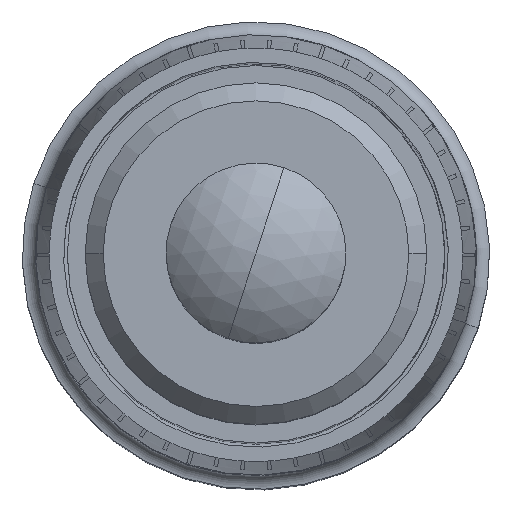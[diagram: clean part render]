
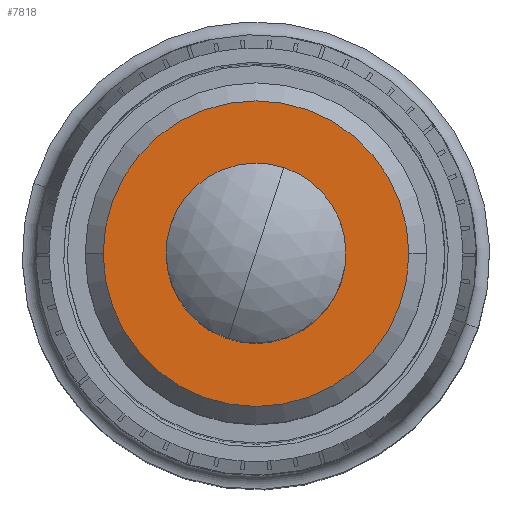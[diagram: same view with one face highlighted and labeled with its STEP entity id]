
A CAD part, top view. The second image highlights one B-rep face of the part: STEP entity #7818.
In plain terms, the highlighted planar face has unit normal (0, 0, 1).
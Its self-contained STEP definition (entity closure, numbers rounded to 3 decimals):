
#128 = CARTESIAN_POINT ( 'NONE',  ( -4.25, 0., 31.4 ) ) ;
#373 = CIRCLE ( 'NONE', #12445, 4.25 ) ;
#595 = CIRCLE ( 'NONE', #5544, 4.25 ) ;
#618 = ORIENTED_EDGE ( 'NONE', *, *, #4185, .T. ) ;
#1049 = CARTESIAN_POINT ( 'NONE',  ( 0., 0., 31.4 ) ) ;
#1714 = DIRECTION ( 'NONE',  ( 1., 0., 0. ) ) ;
#1761 = DIRECTION ( 'NONE',  ( 0., 0., 1. ) ) ;
#1800 = CARTESIAN_POINT ( 'NONE',  ( 0., 0., 31.4 ) ) ;
#3414 = DIRECTION ( 'NONE',  ( 1., 0., 0. ) ) ;
#3426 = DIRECTION ( 'NONE',  ( 0., 0., 1. ) ) ;
#3461 = CARTESIAN_POINT ( 'NONE',  ( 0., 0., 31.4 ) ) ;
#3965 = CIRCLE ( 'NONE', #11188, 2.5 ) ;
#4185 = EDGE_CURVE ( 'NONE', #10904, #6625, #373, .T. ) ;
#4284 = CARTESIAN_POINT ( 'NONE',  ( 0., 0., 31.4 ) ) ;
#4466 = PLANE ( 'NONE',  #8111 ) ;
#4514 = DIRECTION ( 'NONE',  ( 1., 0., 0. ) ) ;
#4778 = VERTEX_POINT ( 'NONE', #10387 ) ;
#4792 = VERTEX_POINT ( 'NONE', #9684 ) ;
#5133 = EDGE_CURVE ( 'NONE', #4778, #4792, #5344, .T. ) ;
#5199 = ORIENTED_EDGE ( 'NONE', *, *, #5228, .F. ) ;
#5228 = EDGE_CURVE ( 'NONE', #4792, #4778, #3965, .T. ) ;
#5344 = CIRCLE ( 'NONE', #11234, 2.5 ) ;
#5353 = ORIENTED_EDGE ( 'NONE', *, *, #5133, .F. ) ;
#5402 = DIRECTION ( 'NONE',  ( 1., 0., 0. ) ) ;
#5544 = AXIS2_PLACEMENT_3D ( 'NONE', #4284, #12286, #5402 ) ;
#6467 = DIRECTION ( 'NONE',  ( 1., 0., 0. ) ) ;
#6570 = DIRECTION ( 'NONE',  ( 0., 0., 1. ) ) ;
#6620 = CARTESIAN_POINT ( 'NONE',  ( 0., 0., 31.4 ) ) ;
#6625 = VERTEX_POINT ( 'NONE', #9543 ) ;
#6824 = EDGE_LOOP ( 'NONE', ( #5199, #5353 ) ) ;
#7818 = ADVANCED_FACE ( 'NONE', ( #10892, #9233 ), #4466, .T. ) ;
#8111 = AXIS2_PLACEMENT_3D ( 'NONE', #1049, #11379, #4514 ) ;
#9233 = FACE_BOUND ( 'NONE', #6824, .T. ) ;
#9543 = CARTESIAN_POINT ( 'NONE',  ( 4.25, 0., 31.4 ) ) ;
#9684 = CARTESIAN_POINT ( 'NONE',  ( 2.5, 0., 31.4 ) ) ;
#9689 = ORIENTED_EDGE ( 'NONE', *, *, #14123, .T. ) ;
#10387 = CARTESIAN_POINT ( 'NONE',  ( -2.5, 0., 31.4 ) ) ;
#10892 = FACE_OUTER_BOUND ( 'NONE', #12714, .T. ) ;
#10904 = VERTEX_POINT ( 'NONE', #128 ) ;
#11188 = AXIS2_PLACEMENT_3D ( 'NONE', #1800, #1761, #1714 ) ;
#11234 = AXIS2_PLACEMENT_3D ( 'NONE', #3461, #3426, #3414 ) ;
#11379 = DIRECTION ( 'NONE',  ( 0., 0., 1. ) ) ;
#12286 = DIRECTION ( 'NONE',  ( 0., 0., 1. ) ) ;
#12445 = AXIS2_PLACEMENT_3D ( 'NONE', #6620, #6570, #6467 ) ;
#12714 = EDGE_LOOP ( 'NONE', ( #618, #9689 ) ) ;
#14123 = EDGE_CURVE ( 'NONE', #6625, #10904, #595, .T. ) ;
